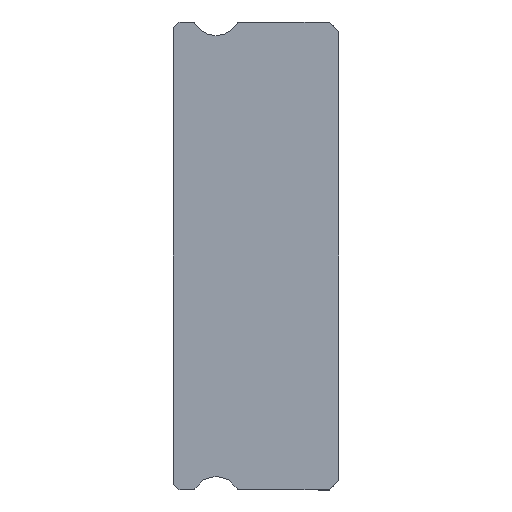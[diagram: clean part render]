
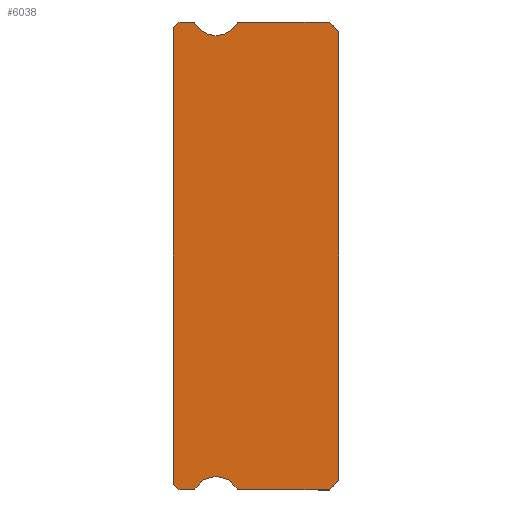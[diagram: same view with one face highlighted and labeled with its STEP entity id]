
A CAD part, left-side view. The second image highlights one B-rep face of the part: STEP entity #6038.
In plain terms, the highlighted planar face has unit normal (-1, 0, 0).
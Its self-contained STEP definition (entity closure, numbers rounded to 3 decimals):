
#29 = CARTESIAN_POINT ( 'NONE',  ( -15., 8.2, -12. ) ) ;
#41 = CARTESIAN_POINT ( 'NONE',  ( -15., 8.5, 11.7 ) ) ;
#163 = CARTESIAN_POINT ( 'NONE',  ( -15., 7.512, 12. ) ) ;
#196 = AXIS2_PLACEMENT_3D ( 'NONE', #7005, #1812, #592 ) ;
#269 = DIRECTION ( 'NONE',  ( -1., 0., 0. ) ) ;
#278 = AXIS2_PLACEMENT_3D ( 'NONE', #4478, #8250, #6982 ) ;
#331 = CIRCLE ( 'NONE', #988, 0.15 ) ;
#519 = VERTEX_POINT ( 'NONE', #7374 ) ;
#523 = DIRECTION ( 'NONE',  ( 0., -0.707, -0.707 ) ) ;
#535 = ORIENTED_EDGE ( 'NONE', *, *, #885, .F. ) ;
#546 = VERTEX_POINT ( 'NONE', #2220 ) ;
#592 = DIRECTION ( 'NONE',  ( 0., 0., -1. ) ) ;
#683 = ORIENTED_EDGE ( 'NONE', *, *, #5256, .F. ) ;
#707 = CARTESIAN_POINT ( 'NONE',  ( -15., 8.2, -12. ) ) ;
#736 = CARTESIAN_POINT ( 'NONE',  ( -15., 5.088, -11.85 ) ) ;
#758 = VERTEX_POINT ( 'NONE', #3241 ) ;
#859 = AXIS2_PLACEMENT_3D ( 'NONE', #6067, #269, #7403 ) ;
#885 = EDGE_CURVE ( 'NONE', #4434, #1915, #3563, .T. ) ;
#934 = CARTESIAN_POINT ( 'NONE',  ( -15., 7.512, 12. ) ) ;
#978 = CARTESIAN_POINT ( 'NONE',  ( -15., 8.5, 11.7 ) ) ;
#988 = AXIS2_PLACEMENT_3D ( 'NONE', #5605, #2357, #5122 ) ;
#1024 = EDGE_CURVE ( 'NONE', #2803, #7703, #6954, .T. ) ;
#1050 = LINE ( 'NONE', #934, #1849 ) ;
#1126 = FACE_OUTER_BOUND ( 'NONE', #4757, .T. ) ;
#1204 = CARTESIAN_POINT ( 'NONE',  ( -15., 5.217, -11.925 ) ) ;
#1206 = LINE ( 'NONE', #1892, #4063 ) ;
#1235 = ORIENTED_EDGE ( 'NONE', *, *, #7396, .T. ) ;
#1283 = DIRECTION ( 'NONE',  ( 0., -0.707, -0.707 ) ) ;
#1342 = VECTOR ( 'NONE', #2913, 1000. ) ;
#1355 = EDGE_CURVE ( 'NONE', #2955, #8264, #6844, .T. ) ;
#1358 = CARTESIAN_POINT ( 'NONE',  ( -15., 6.3, 12.55 ) ) ;
#1443 = AXIS2_PLACEMENT_3D ( 'NONE', #4226, #6853, #6814 ) ;
#1497 = EDGE_CURVE ( 'NONE', #519, #7602, #1874, .T. ) ;
#1520 = ORIENTED_EDGE ( 'NONE', *, *, #1635, .T. ) ;
#1540 = DIRECTION ( 'NONE',  ( 0., 0., 1. ) ) ;
#1570 = VECTOR ( 'NONE', #4475, 1000. ) ;
#1635 = EDGE_CURVE ( 'NONE', #3440, #6592, #5990, .T. ) ;
#1647 = DIRECTION ( 'NONE',  ( 0., -1., 0. ) ) ;
#1731 = VECTOR ( 'NONE', #1283, 1000. ) ;
#1787 = EDGE_CURVE ( 'NONE', #3440, #5335, #2141, .T. ) ;
#1812 = DIRECTION ( 'NONE',  ( 1., 0., 0. ) ) ;
#1849 = VECTOR ( 'NONE', #1647, 1000. ) ;
#1874 = CIRCLE ( 'NONE', #4770, 1.25 ) ;
#1892 = CARTESIAN_POINT ( 'NONE',  ( -15., 8.2, 12. ) ) ;
#1915 = VERTEX_POINT ( 'NONE', #1204 ) ;
#2141 = LINE ( 'NONE', #2639, #8025 ) ;
#2220 = CARTESIAN_POINT ( 'NONE',  ( -15., 0.5, 12. ) ) ;
#2262 = LINE ( 'NONE', #3494, #7333 ) ;
#2357 = DIRECTION ( 'NONE',  ( 1., 0., 0. ) ) ;
#2391 = ORIENTED_EDGE ( 'NONE', *, *, #7864, .T. ) ;
#2614 = VERTEX_POINT ( 'NONE', #163 ) ;
#2639 = CARTESIAN_POINT ( 'NONE',  ( -15., 8.5, 11.85 ) ) ;
#2738 = EDGE_CURVE ( 'NONE', #2955, #5521, #8150, .T. ) ;
#2803 = VERTEX_POINT ( 'NONE', #3895 ) ;
#2913 = DIRECTION ( 'NONE',  ( 0., 0.707, -0.707 ) ) ;
#2923 = CARTESIAN_POINT ( 'NONE',  ( -15., 0., 11.5 ) ) ;
#2955 = VERTEX_POINT ( 'NONE', #6690 ) ;
#3018 = CARTESIAN_POINT ( 'NONE',  ( -15., 0.5, 12. ) ) ;
#3020 = ORIENTED_EDGE ( 'NONE', *, *, #1787, .F. ) ;
#3136 = ORIENTED_EDGE ( 'NONE', *, *, #3171, .F. ) ;
#3142 = CARTESIAN_POINT ( 'NONE',  ( -15., 8.2, 12. ) ) ;
#3171 = EDGE_CURVE ( 'NONE', #3999, #758, #4935, .T. ) ;
#3214 = EDGE_CURVE ( 'NONE', #546, #8264, #3759, .T. ) ;
#3241 = CARTESIAN_POINT ( 'NONE',  ( -15., 5.088, 12. ) ) ;
#3284 = DIRECTION ( 'NONE',  ( 1., 0., 0. ) ) ;
#3364 = DIRECTION ( 'NONE',  ( 0., 0., -1. ) ) ;
#3440 = VERTEX_POINT ( 'NONE', #6721 ) ;
#3494 = CARTESIAN_POINT ( 'NONE',  ( -15., 7.512, -12. ) ) ;
#3563 = CIRCLE ( 'NONE', #7491, 0.15 ) ;
#3759 = LINE ( 'NONE', #3018, #4543 ) ;
#3895 = CARTESIAN_POINT ( 'NONE',  ( -15., 7.383, -11.925 ) ) ;
#3951 = VECTOR ( 'NONE', #8053, 1000. ) ;
#3999 = VERTEX_POINT ( 'NONE', #8140 ) ;
#4063 = VECTOR ( 'NONE', #7803, 1000. ) ;
#4152 = LINE ( 'NONE', #7372, #3951 ) ;
#4186 = CARTESIAN_POINT ( 'NONE',  ( -15., 0.5, -12. ) ) ;
#4226 = CARTESIAN_POINT ( 'NONE',  ( -15., 7.512, -11.85 ) ) ;
#4329 = CARTESIAN_POINT ( 'NONE',  ( -15., 6.3, 11.3 ) ) ;
#4434 = VERTEX_POINT ( 'NONE', #6250 ) ;
#4475 = DIRECTION ( 'NONE',  ( 0., 0.707, -0.707 ) ) ;
#4478 = CARTESIAN_POINT ( 'NONE',  ( -15., 5.088, 11.85 ) ) ;
#4516 = ORIENTED_EDGE ( 'NONE', *, *, #1497, .F. ) ;
#4517 = CARTESIAN_POINT ( 'NONE',  ( -15., 6.3, 12.55 ) ) ;
#4543 = VECTOR ( 'NONE', #523, 1000. ) ;
#4546 = EDGE_CURVE ( 'NONE', #5521, #4434, #2262, .T. ) ;
#4757 = EDGE_LOOP ( 'NONE', ( #3020, #1520, #2391, #7498, #683, #535, #5797, #6393, #5336, #7277, #5202, #3136, #5236, #4516, #6378, #5125, #1235 ) ) ;
#4770 = AXIS2_PLACEMENT_3D ( 'NONE', #4517, #8371, #7736 ) ;
#4935 = CIRCLE ( 'NONE', #278, 0.15 ) ;
#5009 = CARTESIAN_POINT ( 'NONE',  ( -15., 7.512, -12. ) ) ;
#5122 = DIRECTION ( 'NONE',  ( 0., 0., -1. ) ) ;
#5125 = ORIENTED_EDGE ( 'NONE', *, *, #6546, .T. ) ;
#5196 = LINE ( 'NONE', #41, #1570 ) ;
#5202 = ORIENTED_EDGE ( 'NONE', *, *, #7192, .F. ) ;
#5204 = EDGE_CURVE ( 'NONE', #2614, #519, #331, .T. ) ;
#5236 = ORIENTED_EDGE ( 'NONE', *, *, #7004, .F. ) ;
#5256 = EDGE_CURVE ( 'NONE', #1915, #2803, #6358, .T. ) ;
#5288 = DIRECTION ( 'NONE',  ( -1., 0., 0. ) ) ;
#5335 = VERTEX_POINT ( 'NONE', #978 ) ;
#5336 = ORIENTED_EDGE ( 'NONE', *, *, #1355, .T. ) ;
#5521 = VERTEX_POINT ( 'NONE', #4186 ) ;
#5601 = DIRECTION ( 'NONE',  ( 0., 1., 0. ) ) ;
#5605 = CARTESIAN_POINT ( 'NONE',  ( -15., 7.512, 11.85 ) ) ;
#5797 = ORIENTED_EDGE ( 'NONE', *, *, #4546, .F. ) ;
#5854 = CIRCLE ( 'NONE', #6386, 1.25 ) ;
#5990 = LINE ( 'NONE', #29, #1731 ) ;
#6038 = ADVANCED_FACE ( 'NONE', ( #1126 ), #7686, .F. ) ;
#6067 = CARTESIAN_POINT ( 'NONE',  ( -15., 6.3, -12.55 ) ) ;
#6215 = CARTESIAN_POINT ( 'NONE',  ( -15., 0., 11.5 ) ) ;
#6250 = CARTESIAN_POINT ( 'NONE',  ( -15., 5.088, -12. ) ) ;
#6358 = CIRCLE ( 'NONE', #859, 1.25 ) ;
#6378 = ORIENTED_EDGE ( 'NONE', *, *, #5204, .F. ) ;
#6386 = AXIS2_PLACEMENT_3D ( 'NONE', #1358, #5288, #8425 ) ;
#6393 = ORIENTED_EDGE ( 'NONE', *, *, #2738, .F. ) ;
#6546 = EDGE_CURVE ( 'NONE', #2614, #7329, #1206, .T. ) ;
#6592 = VERTEX_POINT ( 'NONE', #707 ) ;
#6690 = CARTESIAN_POINT ( 'NONE',  ( -15., 0., -11.5 ) ) ;
#6721 = CARTESIAN_POINT ( 'NONE',  ( -15., 8.5, -11.7 ) ) ;
#6814 = DIRECTION ( 'NONE',  ( 0., 0., -1. ) ) ;
#6844 = LINE ( 'NONE', #6215, #8159 ) ;
#6853 = DIRECTION ( 'NONE',  ( 1., 0., 0. ) ) ;
#6911 = CARTESIAN_POINT ( 'NONE',  ( -15., 0., -11.5 ) ) ;
#6954 = CIRCLE ( 'NONE', #1443, 0.15 ) ;
#6982 = DIRECTION ( 'NONE',  ( 0., 0., -1. ) ) ;
#7004 = EDGE_CURVE ( 'NONE', #7602, #3999, #5854, .T. ) ;
#7005 = CARTESIAN_POINT ( 'NONE',  ( -15., 7.512, 11.85 ) ) ;
#7192 = EDGE_CURVE ( 'NONE', #758, #546, #1050, .T. ) ;
#7277 = ORIENTED_EDGE ( 'NONE', *, *, #3214, .F. ) ;
#7329 = VERTEX_POINT ( 'NONE', #3142 ) ;
#7333 = VECTOR ( 'NONE', #5601, 1000. ) ;
#7372 = CARTESIAN_POINT ( 'NONE',  ( -15., 7.512, -12. ) ) ;
#7374 = CARTESIAN_POINT ( 'NONE',  ( -15., 7.383, 11.925 ) ) ;
#7396 = EDGE_CURVE ( 'NONE', #7329, #5335, #5196, .T. ) ;
#7403 = DIRECTION ( 'NONE',  ( 0., 0., -1. ) ) ;
#7491 = AXIS2_PLACEMENT_3D ( 'NONE', #736, #3284, #3364 ) ;
#7498 = ORIENTED_EDGE ( 'NONE', *, *, #1024, .F. ) ;
#7602 = VERTEX_POINT ( 'NONE', #4329 ) ;
#7686 = PLANE ( 'NONE',  #196 ) ;
#7703 = VERTEX_POINT ( 'NONE', #5009 ) ;
#7736 = DIRECTION ( 'NONE',  ( 0., 0., -1. ) ) ;
#7803 = DIRECTION ( 'NONE',  ( 0., 1., 0. ) ) ;
#7864 = EDGE_CURVE ( 'NONE', #6592, #7703, #4152, .T. ) ;
#8025 = VECTOR ( 'NONE', #1540, 1000. ) ;
#8053 = DIRECTION ( 'NONE',  ( 0., -1., 0. ) ) ;
#8078 = DIRECTION ( 'NONE',  ( 0., 0., 1. ) ) ;
#8140 = CARTESIAN_POINT ( 'NONE',  ( -15., 5.217, 11.925 ) ) ;
#8150 = LINE ( 'NONE', #6911, #1342 ) ;
#8159 = VECTOR ( 'NONE', #8078, 1000. ) ;
#8250 = DIRECTION ( 'NONE',  ( 1., 0., 0. ) ) ;
#8264 = VERTEX_POINT ( 'NONE', #2923 ) ;
#8371 = DIRECTION ( 'NONE',  ( -1., 0., 0. ) ) ;
#8425 = DIRECTION ( 'NONE',  ( 0., 0., -1. ) ) ;
